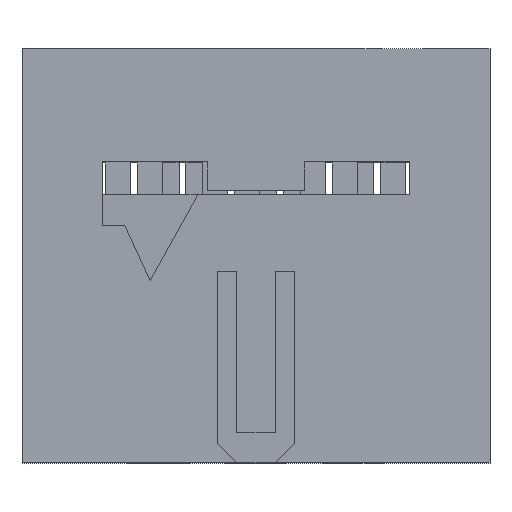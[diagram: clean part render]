
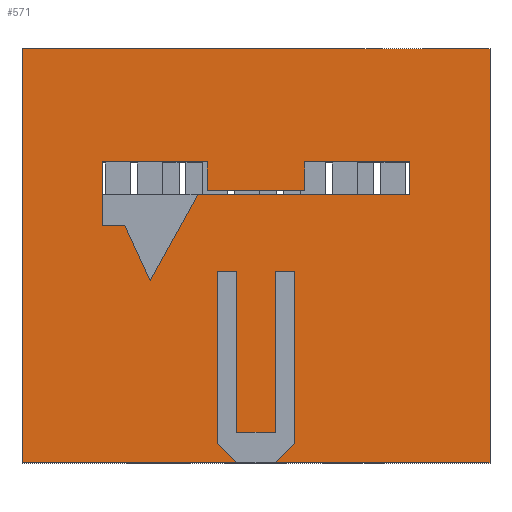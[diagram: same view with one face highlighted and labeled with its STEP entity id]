
A CAD part, top view. The second image highlights one B-rep face of the part: STEP entity #571.
In plain terms, the highlighted planar face has unit normal (0, 0, 1).
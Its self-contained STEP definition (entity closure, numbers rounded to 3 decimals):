
#405=FACE_BOUND('',#1051,.T.);
#406=FACE_BOUND('',#1052,.T.);
#571=ADVANCED_FACE('',(#405,#406),#723,.T.);
#723=PLANE('',#3648);
#1051=EDGE_LOOP('',(#1862,#1863,#1864,#1865,#1866,#1867,#1868,#1869,#1870,
#1871,#1872));
#1052=EDGE_LOOP('',(#1873,#1874,#1875,#1876,#1877,#1878,#1879,#1880,#1881,
#1882,#1883,#1884,#1885,#1886));
#1862=ORIENTED_EDGE('',*,*,#2546,.T.);
#1863=ORIENTED_EDGE('',*,*,#2547,.F.);
#1864=ORIENTED_EDGE('',*,*,#2565,.F.);
#1865=ORIENTED_EDGE('',*,*,#2555,.T.);
#1866=ORIENTED_EDGE('',*,*,#2558,.T.);
#1867=ORIENTED_EDGE('',*,*,#2561,.T.);
#1868=ORIENTED_EDGE('',*,*,#2564,.F.);
#1869=ORIENTED_EDGE('',*,*,#2570,.T.);
#1870=ORIENTED_EDGE('',*,*,#2537,.F.);
#1871=ORIENTED_EDGE('',*,*,#2542,.T.);
#1872=ORIENTED_EDGE('',*,*,#2544,.T.);
#1873=ORIENTED_EDGE('',*,*,#2634,.T.);
#1874=ORIENTED_EDGE('',*,*,#2635,.F.);
#1875=ORIENTED_EDGE('',*,*,#2632,.T.);
#1876=ORIENTED_EDGE('',*,*,#2585,.F.);
#1877=ORIENTED_EDGE('',*,*,#2471,.F.);
#1878=ORIENTED_EDGE('',*,*,#2636,.F.);
#1879=ORIENTED_EDGE('',*,*,#2400,.T.);
#1880=ORIENTED_EDGE('',*,*,#2375,.T.);
#1881=ORIENTED_EDGE('',*,*,#2379,.T.);
#1882=ORIENTED_EDGE('',*,*,#2382,.T.);
#1883=ORIENTED_EDGE('',*,*,#2385,.T.);
#1884=ORIENTED_EDGE('',*,*,#2388,.T.);
#1885=ORIENTED_EDGE('',*,*,#2391,.T.);
#1886=ORIENTED_EDGE('',*,*,#2394,.T.);
#2035=VERTEX_POINT('',#4740);
#2036=VERTEX_POINT('',#4741);
#2039=VERTEX_POINT('',#4749);
#2041=VERTEX_POINT('',#4755);
#2043=VERTEX_POINT('',#4761);
#2045=VERTEX_POINT('',#4767);
#2047=VERTEX_POINT('',#4773);
#2049=VERTEX_POINT('',#4779);
#2053=VERTEX_POINT('',#4791);
#2102=VERTEX_POINT('',#4934);
#2103=VERTEX_POINT('',#4936);
#2149=VERTEX_POINT('',#5068);
#2150=VERTEX_POINT('',#5070);
#2153=VERTEX_POINT('',#5078);
#2154=VERTEX_POINT('',#5082);
#2155=VERTEX_POINT('',#5086);
#2156=VERTEX_POINT('',#5090);
#2162=VERTEX_POINT('',#5106);
#2163=VERTEX_POINT('',#5107);
#2164=VERTEX_POINT('',#5112);
#2165=VERTEX_POINT('',#5116);
#2167=VERTEX_POINT('',#5122);
#2179=VERTEX_POINT('',#5163);
#2205=VERTEX_POINT('',#5255);
#2206=VERTEX_POINT('',#5259);
#2375=EDGE_CURVE('',#2035,#2036,#2806,.T.);
#2379=EDGE_CURVE('',#2036,#2039,#2810,.T.);
#2382=EDGE_CURVE('',#2039,#2041,#2813,.T.);
#2385=EDGE_CURVE('',#2041,#2043,#2816,.T.);
#2388=EDGE_CURVE('',#2043,#2045,#2819,.T.);
#2391=EDGE_CURVE('',#2045,#2047,#2822,.T.);
#2394=EDGE_CURVE('',#2047,#2049,#2825,.T.);
#2400=EDGE_CURVE('',#2053,#2035,#2831,.T.);
#2471=EDGE_CURVE('',#2102,#2103,#2902,.T.);
#2537=EDGE_CURVE('',#2149,#2150,#2966,.T.);
#2542=EDGE_CURVE('',#2149,#2153,#2971,.T.);
#2544=EDGE_CURVE('',#2153,#2154,#2973,.T.);
#2546=EDGE_CURVE('',#2154,#2155,#2975,.T.);
#2547=EDGE_CURVE('',#2156,#2155,#2976,.T.);
#2555=EDGE_CURVE('',#2162,#2163,#2984,.T.);
#2558=EDGE_CURVE('',#2163,#2164,#2987,.T.);
#2561=EDGE_CURVE('',#2164,#2165,#2990,.T.);
#2564=EDGE_CURVE('',#2167,#2165,#2993,.T.);
#2565=EDGE_CURVE('',#2162,#2156,#2994,.T.);
#2570=EDGE_CURVE('',#2167,#2150,#2999,.T.);
#2585=EDGE_CURVE('',#2103,#2179,#3012,.T.);
#2632=EDGE_CURVE('',#2205,#2179,#3059,.T.);
#2634=EDGE_CURVE('',#2049,#2206,#3061,.T.);
#2635=EDGE_CURVE('',#2205,#2206,#3062,.T.);
#2636=EDGE_CURVE('',#2053,#2102,#3063,.T.);
#2806=LINE('',#4739,#3233);
#2810=LINE('',#4748,#3237);
#2813=LINE('',#4754,#3240);
#2816=LINE('',#4760,#3243);
#2819=LINE('',#4766,#3246);
#2822=LINE('',#4772,#3249);
#2825=LINE('',#4778,#3252);
#2831=LINE('',#4790,#3258);
#2902=LINE('',#4935,#3329);
#2966=LINE('',#5069,#3393);
#2971=LINE('',#5079,#3398);
#2973=LINE('',#5083,#3400);
#2975=LINE('',#5087,#3402);
#2976=LINE('',#5089,#3403);
#2984=LINE('',#5105,#3411);
#2987=LINE('',#5111,#3414);
#2990=LINE('',#5117,#3417);
#2993=LINE('',#5123,#3420);
#2994=LINE('',#5124,#3421);
#2999=LINE('',#5133,#3426);
#3012=LINE('',#5162,#3439);
#3059=LINE('',#5254,#3486);
#3061=LINE('',#5258,#3488);
#3062=LINE('',#5260,#3489);
#3063=LINE('',#5261,#3490);
#3233=VECTOR('',#3945,1.);
#3237=VECTOR('',#3951,1.);
#3240=VECTOR('',#3956,1.);
#3243=VECTOR('',#3961,1.);
#3246=VECTOR('',#3966,1.);
#3249=VECTOR('',#3971,1.);
#3252=VECTOR('',#3976,1.);
#3258=VECTOR('',#3986,1.);
#3329=VECTOR('',#4105,1.);
#3393=VECTOR('',#4215,1.);
#3398=VECTOR('',#4222,1.);
#3400=VECTOR('',#4226,1.);
#3402=VECTOR('',#4230,1.);
#3403=VECTOR('',#4233,1.);
#3411=VECTOR('',#4245,1.);
#3414=VECTOR('',#4250,1.);
#3417=VECTOR('',#4255,1.);
#3420=VECTOR('',#4260,1.);
#3421=VECTOR('',#4261,1.);
#3426=VECTOR('',#4270,1.);
#3439=VECTOR('',#4297,1.);
#3486=VECTOR('',#4382,1.);
#3488=VECTOR('',#4386,1.);
#3489=VECTOR('',#4387,1.);
#3490=VECTOR('',#4388,1.);
#3648=AXIS2_PLACEMENT_3D('',#5262,#4389,#4390);
#3945=DIRECTION('',(0.,1.,0.));
#3951=DIRECTION('',(1.,0.,0.));
#3956=DIRECTION('',(0.,-1.,0.));
#3961=DIRECTION('',(1.,0.,0.));
#3966=DIRECTION('',(0.,1.,0.));
#3971=DIRECTION('',(1.,0.,0.));
#3976=DIRECTION('',(0.,-1.,0.));
#3986=DIRECTION('',(-0.707,0.707,0.));
#4105=DIRECTION('',(0.,1.,0.));
#4215=DIRECTION('',(1.,0.,0.));
#4222=DIRECTION('',(-0.486,-0.874,0.));
#4226=DIRECTION('',(-0.416,0.91,0.));
#4230=DIRECTION('',(-1.,0.,0.));
#4233=DIRECTION('',(0.,-1.,0.));
#4245=DIRECTION('',(0.,-1.,0.));
#4250=DIRECTION('',(1.,0.,0.));
#4255=DIRECTION('',(0.,1.,0.));
#4260=DIRECTION('',(-1.,0.,0.));
#4261=DIRECTION('',(-1.,0.,0.));
#4270=DIRECTION('',(0.,-1.,0.));
#4297=DIRECTION('',(1.,0.,0.));
#4382=DIRECTION('',(0.,1.,0.));
#4386=DIRECTION('',(-0.707,-0.707,0.));
#4387=DIRECTION('',(-1.,0.,0.));
#4388=DIRECTION('',(-1.,0.,0.));
#4389=DIRECTION('',(0.,0.,1.));
#4390=DIRECTION('',(1.,0.,0.));
#4739=CARTESIAN_POINT('',(5.1,0.5,6.1));
#4740=CARTESIAN_POINT('',(5.1,0.5,6.1));
#4741=CARTESIAN_POINT('',(5.1,5.,6.1));
#4748=CARTESIAN_POINT('',(5.1,5.,6.1));
#4749=CARTESIAN_POINT('',(5.6,5.,6.1));
#4754=CARTESIAN_POINT('',(5.6,5.,6.1));
#4755=CARTESIAN_POINT('',(5.6,0.8,6.1));
#4760=CARTESIAN_POINT('',(5.6,0.8,6.1));
#4761=CARTESIAN_POINT('',(6.6,0.8,6.1));
#4766=CARTESIAN_POINT('',(6.6,0.8,6.1));
#4767=CARTESIAN_POINT('',(6.6,5.,6.1));
#4772=CARTESIAN_POINT('',(6.6,5.,6.1));
#4773=CARTESIAN_POINT('',(7.1,5.,6.1));
#4778=CARTESIAN_POINT('',(7.1,5.,6.1));
#4779=CARTESIAN_POINT('',(7.1,0.5,6.1));
#4790=CARTESIAN_POINT('',(5.6,0.,6.1));
#4791=CARTESIAN_POINT('',(5.6,0.,6.1));
#4934=CARTESIAN_POINT('',(0.,0.,6.1));
#4935=CARTESIAN_POINT('',(0.,0.,6.1));
#4936=CARTESIAN_POINT('',(0.,10.8,6.1));
#5068=CARTESIAN_POINT('',(4.59,7.,6.1));
#5069=CARTESIAN_POINT('',(4.59,7.,6.1));
#5070=CARTESIAN_POINT('',(10.11,7.,6.1));
#5078=CARTESIAN_POINT('',(3.34,4.75,6.1));
#5079=CARTESIAN_POINT('',(4.59,7.,6.1));
#5082=CARTESIAN_POINT('',(2.677,6.2,6.1));
#5083=CARTESIAN_POINT('',(3.34,4.75,6.1));
#5086=CARTESIAN_POINT('',(2.09,6.2,6.1));
#5087=CARTESIAN_POINT('',(2.677,6.2,6.1));
#5089=CARTESIAN_POINT('',(2.09,7.85,6.1));
#5090=CARTESIAN_POINT('',(2.09,7.85,6.1));
#5105=CARTESIAN_POINT('',(4.83,7.85,6.1));
#5106=CARTESIAN_POINT('',(4.83,7.85,6.1));
#5107=CARTESIAN_POINT('',(4.83,7.1,6.1));
#5111=CARTESIAN_POINT('',(4.83,7.1,6.1));
#5112=CARTESIAN_POINT('',(7.37,7.1,6.1));
#5116=CARTESIAN_POINT('',(7.37,7.85,6.1));
#5117=CARTESIAN_POINT('',(7.37,7.1,6.1));
#5122=CARTESIAN_POINT('',(10.11,7.85,6.1));
#5123=CARTESIAN_POINT('',(10.11,7.85,6.1));
#5124=CARTESIAN_POINT('',(4.83,7.85,6.1));
#5133=CARTESIAN_POINT('',(10.11,7.85,6.1));
#5162=CARTESIAN_POINT('',(0.,10.8,6.1));
#5163=CARTESIAN_POINT('',(12.2,10.8,6.1));
#5254=CARTESIAN_POINT('',(12.2,0.,6.1));
#5255=CARTESIAN_POINT('',(12.2,0.,6.1));
#5258=CARTESIAN_POINT('',(7.1,0.5,6.1));
#5259=CARTESIAN_POINT('',(6.6,0.,6.1));
#5260=CARTESIAN_POINT('',(12.2,0.,6.1));
#5261=CARTESIAN_POINT('',(5.6,0.,6.1));
#5262=CARTESIAN_POINT('',(-0.505,-0.74,6.1));
